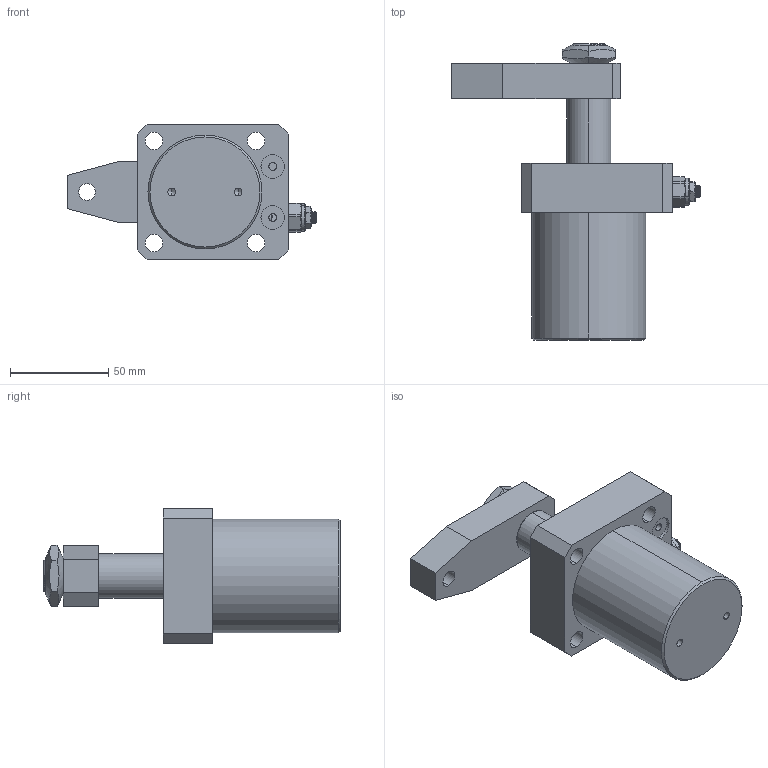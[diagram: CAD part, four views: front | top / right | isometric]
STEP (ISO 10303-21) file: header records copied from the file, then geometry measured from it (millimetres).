
FILE_DESCRIPTION (( 'STEP AP203' ), '1' );
FILE_NAME ('chs-famt40s_asm.STEP', '2019-05-07T08:46:59', ( '' ), ( '' ), 'SwSTEP 2.0', 'SolidWorks 2017', '' );
FILE_SCHEMA (( 'CONFIG_CONTROL_DESIGN' ));
Length unit declared in the file: millimetre
Products named in the file (6): CHS-40S-01_3; chs-famt40s_asm; M18_3; CHS-40S-02_3_1; CHS-FAMT40-03; CZL10覃厒概_1
Assembly tree (5 placements, depth 2):
  chs-famt40s_asm
    CHS-FAMT40-03
    CHS-40S-02_3_1
    CHS-40S-01_3
    M18_3
    CZL10覃厒概_1
Bounding box: 126.8 x 150.8 x 69 mm (x, y, z)
Volume: 320429.2 mm3; surface area: 69880.6 mm2
Topology: 8 solids, 8 shells, 495 faces, 1390 edges, 910 vertices
Faces by surface type: cylinder 196, plane 104, cone 99, bspline 96
Entity records: 32102 total; most frequent: CARTESIAN_POINT 20219, ORIENTED_EDGE 2734, DIRECTION 1857, EDGE_CURVE 1367, VERTEX_POINT 905, AXIS2_PLACEMENT_3D 726, EDGE_LOOP 544, B_SPLINE_CURVE_WITH_KNOTS 529
